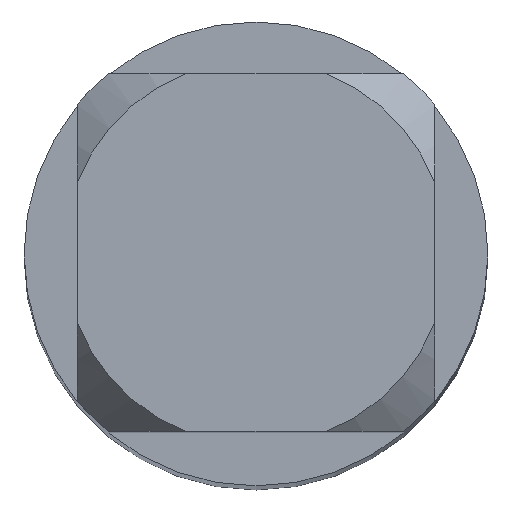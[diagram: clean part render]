
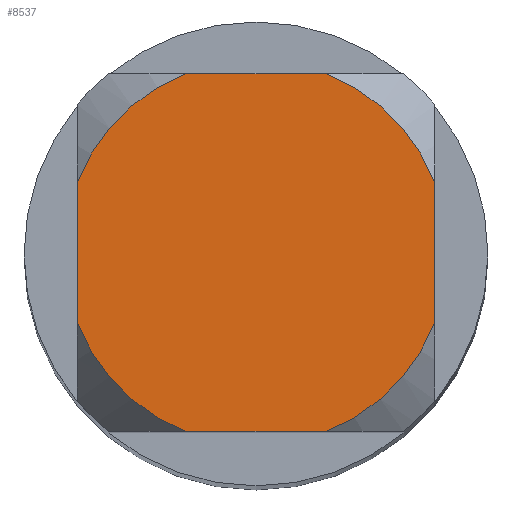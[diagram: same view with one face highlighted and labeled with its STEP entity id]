
A CAD part, top view. The second image highlights one B-rep face of the part: STEP entity #8537.
In plain terms, the highlighted planar face has unit normal (0, 0, 1).
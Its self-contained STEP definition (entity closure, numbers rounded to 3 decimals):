
#3541=VERTEX_POINT('',#10531);
#3789=VERTEX_POINT('',#10802);
#4789=EDGE_CURVE('',#8167,#5133,#11882,.T.);
#4827=EDGE_CURVE('',#7053,#3789,#11924,.T.);
#4877=EDGE_CURVE('',#3541,#3789,#11980,.T.);
#5133=VERTEX_POINT('',#12259);
#6041=EDGE_CURVE('',#9333,#5133,#13238,.T.);
#6473=EDGE_CURVE('',#7053,#8055,#13710,.T.);
#7053=VERTEX_POINT('',#14328);
#8055=VERTEX_POINT('',#15416);
#8167=VERTEX_POINT('',#15536);
#8537=ADVANCED_FACE('',(#15945),#15946,.T.);
#8545=EDGE_CURVE('',#9333,#8055,#15955,.T.);
#8899=EDGE_CURVE('',#8167,#9763,#16342,.T.);
#9333=VERTEX_POINT('',#16817);
#9763=VERTEX_POINT('',#17283);
#10415=EDGE_CURVE('',#3541,#9763,#17989,.T.);
#10531=CARTESIAN_POINT('',(-0.529,-1.35,0.0));
#10802=CARTESIAN_POINT('',(0.529,-1.35,0.0));
#11882=CIRCLE('',#20832,1.45);
#11924=CIRCLE('',#20952,1.45);
#11980=LINE('',#21029,#21030);
#12259=CARTESIAN_POINT('',(-0.529,1.35,0.0));
#13238=LINE('',#23337,#23338);
#13710=LINE('',#24255,#24256);
#14328=CARTESIAN_POINT('',(1.35,-0.529,0.0));
#15416=CARTESIAN_POINT('',(1.35,0.529,0.0));
#15536=CARTESIAN_POINT('',(-1.35,0.529,0.0));
#15945=FACE_OUTER_BOUND('',#28574,.T.);
#15946=PLANE('',#28575);
#15955=CIRCLE('',#28596,1.45);
#16342=LINE('',#29347,#29348);
#16817=CARTESIAN_POINT('',(0.529,1.35,0.0));
#17283=CARTESIAN_POINT('',(-1.35,-0.529,0.0));
#17989=CIRCLE('',#32439,1.45);
#20832=AXIS2_PLACEMENT_3D('',#34050,#34051,#34052);
#20952=AXIS2_PLACEMENT_3D('',#34269,#34270,#34271);
#21029=CARTESIAN_POINT('',(0.0,-1.35,0.0));
#21030=VECTOR('',#34340,1.0);
#23337=CARTESIAN_POINT('',(0.0,1.35,0.0));
#23338=VECTOR('',#35533,1.0);
#24255=CARTESIAN_POINT('',(1.35,0.363,0.0));
#24256=VECTOR('',#36030,1.0);
#28574=EDGE_LOOP('',(#38330,#38331,#38332,#38333,#38334,#38335,#38336,#38337));
#28575=AXIS2_PLACEMENT_3D('',#38338,#38339,#38340);
#28596=AXIS2_PLACEMENT_3D('',#38349,#38350,#38351);
#29347=CARTESIAN_POINT('',(-1.35,0.363,0.0));
#29348=VECTOR('',#38740,1.0);
#32439=AXIS2_PLACEMENT_3D('',#40537,#40538,#40539);
#34050=CARTESIAN_POINT('',(0.0,0.0,0.0));
#34051=DIRECTION('',(0.0,0.0,-1.0));
#34052=DIRECTION('',(0.0,1.0,0.0));
#34269=CARTESIAN_POINT('',(0.0,0.0,0.0));
#34270=DIRECTION('',(0.0,0.0,-1.0));
#34271=DIRECTION('',(0.0,1.0,0.0));
#34340=DIRECTION('',(1.0,0.0,0.0));
#35533=DIRECTION('',(-1.0,0.0,0.0));
#36030=DIRECTION('',(-0.0,1.0,0.0));
#38330=ORIENTED_EDGE('',*,*,#8899,.T.);
#38331=ORIENTED_EDGE('',*,*,#10415,.F.);
#38332=ORIENTED_EDGE('',*,*,#4877,.T.);
#38333=ORIENTED_EDGE('',*,*,#4827,.F.);
#38334=ORIENTED_EDGE('',*,*,#6473,.T.);
#38335=ORIENTED_EDGE('',*,*,#8545,.F.);
#38336=ORIENTED_EDGE('',*,*,#6041,.T.);
#38337=ORIENTED_EDGE('',*,*,#4789,.F.);
#38338=CARTESIAN_POINT('',(0.0,0.725,0.0));
#38339=DIRECTION('',(-0.0,0.0,1.0));
#38340=DIRECTION('',(0.0,-1.0,0.0));
#38349=CARTESIAN_POINT('',(0.0,0.0,0.0));
#38350=DIRECTION('',(0.0,0.0,-1.0));
#38351=DIRECTION('',(0.0,1.0,0.0));
#38740=DIRECTION('',(-0.0,-1.0,0.0));
#40537=CARTESIAN_POINT('',(0.0,0.0,0.0));
#40538=DIRECTION('',(0.0,0.0,-1.0));
#40539=DIRECTION('',(0.0,1.0,0.0));
